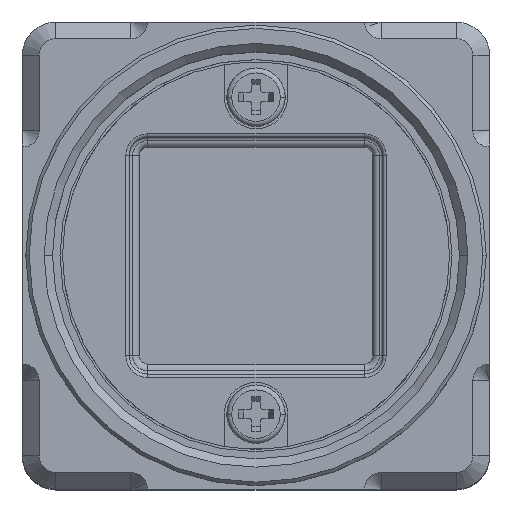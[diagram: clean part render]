
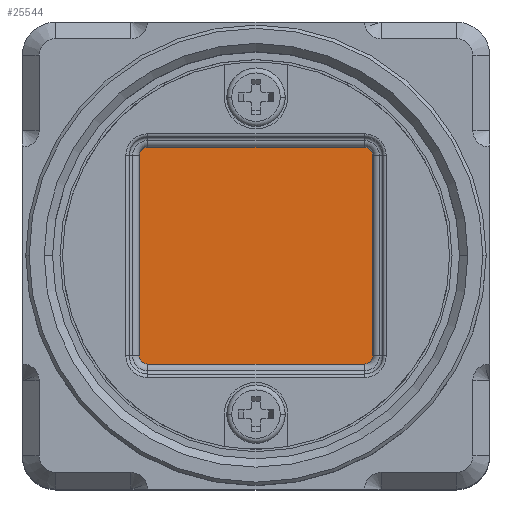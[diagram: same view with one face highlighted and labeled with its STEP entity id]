
A CAD part, top view. The second image highlights one B-rep face of the part: STEP entity #25544.
In plain terms, the highlighted planar face has unit normal (0, 0, 1).
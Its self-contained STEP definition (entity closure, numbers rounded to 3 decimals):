
#9452=DIRECTION('',(1.,0.,0.));
#9453=VECTOR('',#9452,13.);
#9454=CARTESIAN_POINT('',(-6.5,-6.5,-14.6));
#9455=LINE('',#9454,#9453);
#9459=DIRECTION('',(0.,1.,0.));
#9460=VECTOR('',#9459,12.);
#9461=CARTESIAN_POINT('',(7.,-6.,-14.6));
#9462=LINE('',#9461,#9460);
#9466=CARTESIAN_POINT('',(6.5,6.,-14.6));
#9467=DIRECTION('',(0.,0.,1.));
#9468=DIRECTION('',(1.,0.,0.));
#9469=AXIS2_PLACEMENT_3D('',#9466,#9467,#9468);
#9488=DIRECTION('',(-1.,0.,0.));
#9489=VECTOR('',#9488,13.);
#9490=CARTESIAN_POINT('',(6.5,6.5,-14.6));
#9491=LINE('',#9490,#9489);
#9495=CARTESIAN_POINT('',(-6.5,6.,-14.6));
#9496=DIRECTION('',(0.,0.,1.));
#9497=DIRECTION('',(0.,1.,0.));
#9498=AXIS2_PLACEMENT_3D('',#9495,#9496,#9497);
#9517=DIRECTION('',(0.,-1.,0.));
#9518=VECTOR('',#9517,12.);
#9519=CARTESIAN_POINT('',(-7.,6.,-14.6));
#9520=LINE('',#9519,#9518);
#9524=CARTESIAN_POINT('',(-6.5,-6.,-14.6));
#9525=DIRECTION('',(0.,0.,1.));
#9526=DIRECTION('',(-1.,0.,0.));
#9527=AXIS2_PLACEMENT_3D('',#9524,#9525,#9526);
#9601=CARTESIAN_POINT('',(6.5,-6.,-14.6));
#9602=DIRECTION('',(0.,0.,1.));
#9603=DIRECTION('',(0.,-1.,0.));
#9604=AXIS2_PLACEMENT_3D('',#9601,#9602,#9603);
#17684=CARTESIAN_POINT('',(7.,-6.,-14.6));
#17685=CARTESIAN_POINT('',(7.,6.,-14.6));
#17686=VERTEX_POINT('',#17684);
#17687=VERTEX_POINT('',#17685);
#17688=CARTESIAN_POINT('',(6.5,-6.5,-14.6));
#17689=VERTEX_POINT('',#17688);
#17690=CARTESIAN_POINT('',(-6.5,-6.5,-14.6));
#17691=VERTEX_POINT('',#17690);
#17692=CARTESIAN_POINT('',(6.5,6.5,-14.6));
#17693=CARTESIAN_POINT('',(-6.5,6.5,-14.6));
#17694=VERTEX_POINT('',#17692);
#17695=VERTEX_POINT('',#17693);
#17696=CARTESIAN_POINT('',(-7.,-6.,-14.6));
#17697=VERTEX_POINT('',#17696);
#17698=CARTESIAN_POINT('',(-7.,6.,-14.6));
#17699=VERTEX_POINT('',#17698);
#25522=CARTESIAN_POINT('',(0.,0.,-14.6));
#25523=DIRECTION('',(0.,0.,1.));
#25524=DIRECTION('',(1.,0.,0.));
#25525=AXIS2_PLACEMENT_3D('',#25522,#25523,#25524);
#25526=PLANE('',#25525);
#25528=ORIENTED_EDGE('',*,*,#25527,.F.);
#25530=ORIENTED_EDGE('',*,*,#25529,.F.);
#25531=ORIENTED_EDGE('',*,*,#25512,.F.);
#25533=ORIENTED_EDGE('',*,*,#25532,.F.);
#25535=ORIENTED_EDGE('',*,*,#25534,.F.);
#25537=ORIENTED_EDGE('',*,*,#25536,.F.);
#25539=ORIENTED_EDGE('',*,*,#25538,.F.);
#25541=ORIENTED_EDGE('',*,*,#25540,.F.);
#25542=EDGE_LOOP('',(#25528,#25530,#25531,#25533,#25535,#25537,#25539,#25541));
#25543=FACE_OUTER_BOUND('',#25542,.F.);
#25544=ADVANCED_FACE('',(#25543),#25526,.T.);
#9470=CIRCLE('',#9469,0.5);
#9499=CIRCLE('',#9498,0.5);
#9528=CIRCLE('',#9527,0.5);
#9605=CIRCLE('',#9604,0.5);
#25512=EDGE_CURVE('',#17691,#17689,#9455,.T.);
#25527=EDGE_CURVE('',#17686,#17687,#9462,.T.);
#25529=EDGE_CURVE('',#17689,#17686,#9605,.T.);
#25532=EDGE_CURVE('',#17697,#17691,#9528,.T.);
#25534=EDGE_CURVE('',#17699,#17697,#9520,.T.);
#25536=EDGE_CURVE('',#17695,#17699,#9499,.T.);
#25538=EDGE_CURVE('',#17694,#17695,#9491,.T.);
#25540=EDGE_CURVE('',#17687,#17694,#9470,.T.);
